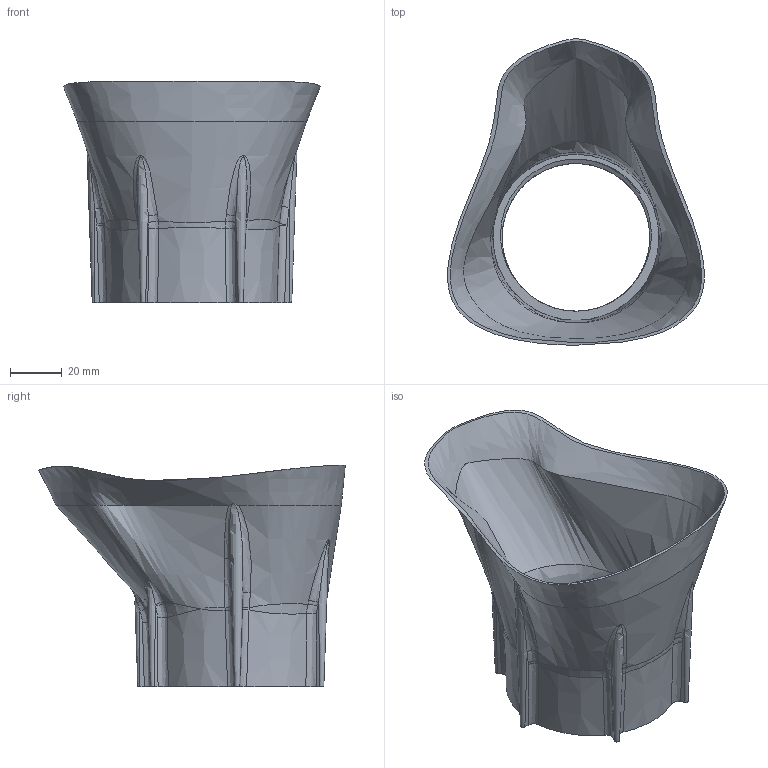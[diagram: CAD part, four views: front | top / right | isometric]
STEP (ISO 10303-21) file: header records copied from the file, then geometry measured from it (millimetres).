
FILE_DESCRIPTION(/* description */ (''),/* implementation_level */ '2;1');
FILE_NAME(/* name */ 'IM Mask v12.step',/* time_stamp */ '2020-03-21T17:01:56-04:00',/* author */ (''),/* organization */ (''),/* preprocessor_version */ 'ST-DEVELOPER v18',/* originating_system */ 'Autodesk Translation Framework v8.12.0.6',/* authorisation */ '');
FILE_SCHEMA (('AUTOMOTIVE_DESIGN { 1 0 10303 214 3 1 1 }'));
Length unit declared in the file: millimetre
Products named in the file (2): IM Mask; Mask
Assembly tree (1 placements, depth 2):
  IM Mask
    Mask
Bounding box: 99.04 x 118.27 x 85.34 mm (x, y, z)
Volume: 49145.6 mm3; surface area: 55569.9 mm2
Topology: 1 solids, 1 shells, 118 faces, 316 edges, 189 vertices
Faces by surface type: bspline 72, plane 16, cylinder 15, cone 15
Full cylindrical faces by diameter (mm): 57.002 x5, 60.356 x5, 64.069 x1
Entity records: 9849 total; most frequent: CARTESIAN_POINT 7499, ORIENTED_EDGE 608, EDGE_CURVE 304, DIRECTION 265, B_SPLINE_CURVE_WITH_KNOTS 199, VERTEX_POINT 189, EDGE_LOOP 121, FACE_OUTER_BOUND 118
